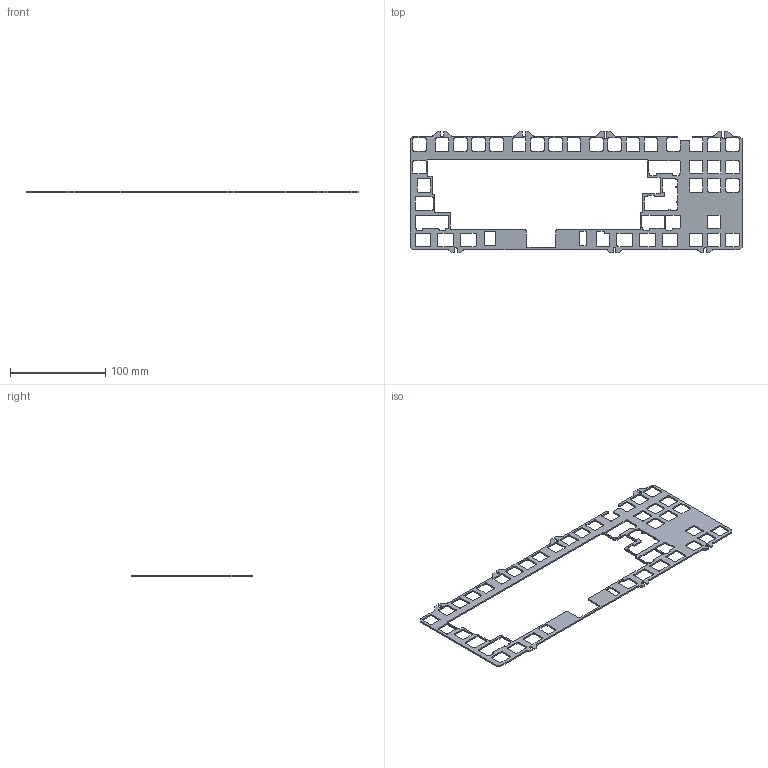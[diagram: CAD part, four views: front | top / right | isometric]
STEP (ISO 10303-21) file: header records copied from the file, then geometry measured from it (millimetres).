
FILE_DESCRIPTION (( 'STEP AP214' ), '1' );
FILE_NAME ('jane_CE_plate_half.STEP', '2020-06-02T17:26:19', ( '' ), ( '' ), 'SwSTEP 2.0', 'SolidWorks 2019', '' );
FILE_SCHEMA (( 'AUTOMOTIVE_DESIGN' ));
Length unit declared in the file: millimetre
Products named in the file (1): jane_CE_plate_half
Bounding box: 348.66 x 127.96 x 1.5 mm (x, y, z)
Volume: 22031 mm3; surface area: 35841.1 mm2
Topology: 1 solids, 1 shells, 587 faces, 1755 edges, 1170 vertices
Faces by surface type: plane 314, cylinder 273
Entity records: 20081 total; most frequent: CARTESIAN_POINT 3513, ORIENTED_EDGE 3510, DIRECTION 3477, EDGE_CURVE 1755, LINE 1209, VECTOR 1209, VERTEX_POINT 1170, AXIS2_PLACEMENT_3D 1134
